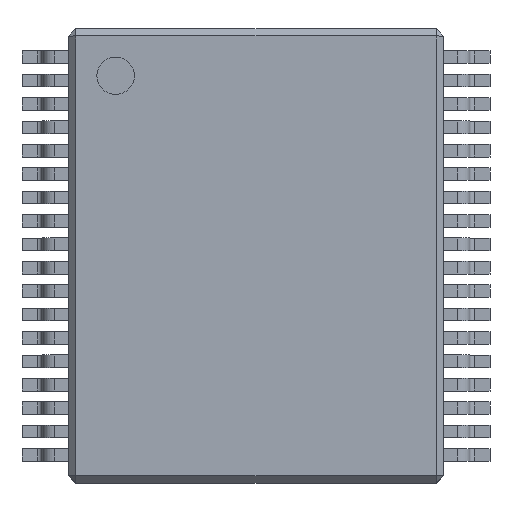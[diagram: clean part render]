
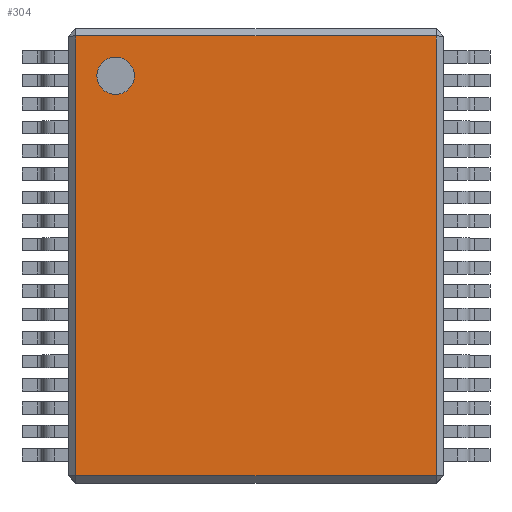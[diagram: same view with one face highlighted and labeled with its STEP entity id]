
A CAD part, top view. The second image highlights one B-rep face of the part: STEP entity #304.
In plain terms, the highlighted planar face has unit normal (0, 0, 1).
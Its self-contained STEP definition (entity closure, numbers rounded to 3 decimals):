
#13=DIRECTION('',(0.,0.,1.));
#14=DIRECTION('',(1.,0.,0.));
#99=VECTOR('',#100,1.);
#100=DIRECTION('',(0.,1.,0.));
#174=VERTEX_POINT('',#175);
#175=CARTESIAN_POINT('',(-3.85,-4.7,1.2));
#182=VERTEX_POINT('',#183);
#183=CARTESIAN_POINT('',(-3.85,4.7,1.2));
#188=ORIENTED_EDGE('',*,*,#189,.F.);
#189=EDGE_CURVE('',#174,#182,#190,.T.);
#190=LINE('',#191,#99);
#191=CARTESIAN_POINT('',(-3.85,-4.85,1.2));
#261=VECTOR('',#14,1.);
#304=ADVANCED_FACE('',(#305,#323),#332,.T.);
#305=FACE_BOUND('',#306,.T.);
#306=EDGE_LOOP('',(#188,#307,#313,#319));
#307=ORIENTED_EDGE('',*,*,#308,.T.);
#308=EDGE_CURVE('',#174,#309,#311,.T.);
#309=VERTEX_POINT('',#310);
#310=CARTESIAN_POINT('',(3.85,-4.7,1.2));
#311=LINE('',#312,#261);
#312=CARTESIAN_POINT('',(-4.,-4.7,1.2));
#313=ORIENTED_EDGE('',*,*,#314,.T.);
#314=EDGE_CURVE('',#309,#315,#317,.T.);
#315=VERTEX_POINT('',#316);
#316=CARTESIAN_POINT('',(3.85,4.7,1.2));
#317=LINE('',#318,#99);
#318=CARTESIAN_POINT('',(3.85,-4.85,1.2));
#319=ORIENTED_EDGE('',*,*,#320,.F.);
#320=EDGE_CURVE('',#182,#315,#321,.T.);
#321=LINE('',#322,#261);
#322=CARTESIAN_POINT('',(-4.,4.7,1.2));
#323=FACE_BOUND('',#324,.T.);
#324=EDGE_LOOP('',(#325));
#325=ORIENTED_EDGE('',*,*,#326,.F.);
#326=EDGE_CURVE('',#327,#327,#329,.T.);
#327=VERTEX_POINT('',#328);
#328=CARTESIAN_POINT('',(-2.6,3.85,1.2));
#329=CIRCLE('',#330,0.4);
#330=AXIS2_PLACEMENT_3D('',#331,#13,#14);
#331=CARTESIAN_POINT('',(-3.,3.85,1.2));
#332=PLANE('',#333);
#333=AXIS2_PLACEMENT_3D('',#334,#13,#14);
#334=CARTESIAN_POINT('',(-4.,-4.85,1.2));
